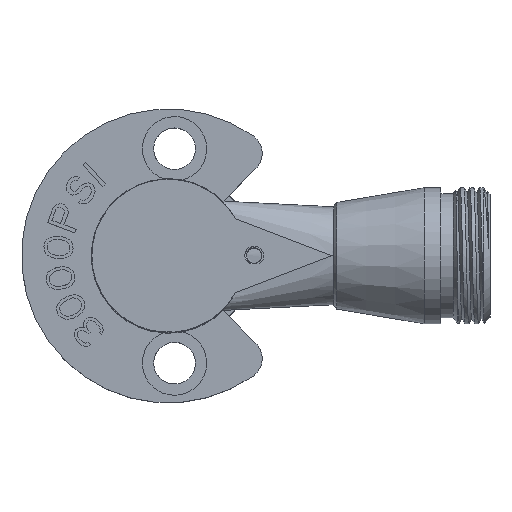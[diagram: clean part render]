
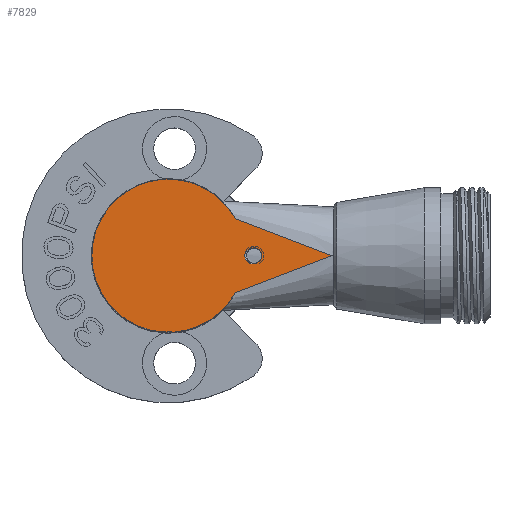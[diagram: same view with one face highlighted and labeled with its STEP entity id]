
A CAD part, top view. The second image highlights one B-rep face of the part: STEP entity #7829.
In plain terms, the highlighted planar face has unit normal (0, 0, 1).
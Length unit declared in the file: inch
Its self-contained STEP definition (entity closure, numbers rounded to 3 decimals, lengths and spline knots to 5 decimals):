
#1=DIRECTION('',(-0.933,-0.359,0.));
#2=VECTOR('',#1,0.66151);
#3=CARTESIAN_POINT('',(1.04828,0.,1.0748));
#4=LINE('',#3,#2);
#5=DIRECTION('',(-0.933,0.359,0.));
#6=VECTOR('',#5,0.66151);
#7=CARTESIAN_POINT('',(1.04828,0.,1.0748));
#8=LINE('',#7,#6);
#9=CARTESIAN_POINT('',(0.5792,-0.04046,1.0748));
#10=CARTESIAN_POINT('',(0.57685,-0.0425,1.0748));
#11=CARTESIAN_POINT('',(0.57184,-0.04609,1.0748));
#12=CARTESIAN_POINT('',(0.56323,-0.05009,1.0748));
#13=CARTESIAN_POINT('',(0.55392,-0.05244,1.0748));
#14=CARTESIAN_POINT('',(0.54418,-0.05306,1.0748));
#15=CARTESIAN_POINT('',(0.53436,-0.05185,1.0748));
#16=CARTESIAN_POINT('',(0.52481,-0.04883,1.0748));
#17=CARTESIAN_POINT('',(0.51584,-0.04406,1.0748));
#18=CARTESIAN_POINT('',(0.50777,-0.03765,1.0748));
#19=CARTESIAN_POINT('',(0.50091,-0.02979,1.0748));
#20=CARTESIAN_POINT('',(0.4955,-0.02072,1.0748));
#21=CARTESIAN_POINT('',(0.49176,-0.01069,1.0748));
#22=CARTESIAN_POINT('',(0.49048,-0.00364,1.0748));
#23=CARTESIAN_POINT('',(0.49016,0.,
1.0748));
#25=CARTESIAN_POINT('',(0.49016,0.,
1.0748));
#26=CARTESIAN_POINT('',(0.49048,0.00364,1.0748));
#27=CARTESIAN_POINT('',(0.49176,0.01069,1.0748));
#28=CARTESIAN_POINT('',(0.49551,0.02073,1.0748));
#29=CARTESIAN_POINT('',(0.50091,0.0298,1.0748));
#30=CARTESIAN_POINT('',(0.50779,0.03766,1.0748));
#31=CARTESIAN_POINT('',(0.51586,0.04407,1.0748));
#32=CARTESIAN_POINT('',(0.52483,0.04884,1.0748));
#33=CARTESIAN_POINT('',(0.53439,0.05185,1.0748));
#34=CARTESIAN_POINT('',(0.54421,0.05306,1.0748));
#35=CARTESIAN_POINT('',(0.55394,0.05244,1.0748));
#36=CARTESIAN_POINT('',(0.56325,0.05008,1.0748));
#37=CARTESIAN_POINT('',(0.57185,0.04608,1.0748));
#38=CARTESIAN_POINT('',(0.57686,0.04249,1.0748));
#39=CARTESIAN_POINT('',(0.5792,0.04046,1.0748));
#1964=CARTESIAN_POINT('',(0.,0.,1.0748));
#1965=DIRECTION('',(0.,0.,1.));
#1966=DIRECTION('',(0.876,0.483,0.));
#1967=AXIS2_PLACEMENT_3D('',#1964,#1965,#1966);
#1982=CARTESIAN_POINT('',(0.,0.,1.0748));
#1983=DIRECTION('',(0.,0.,1.));
#1984=DIRECTION('',(-1.,0.,0.));
#1985=AXIS2_PLACEMENT_3D('',#1982,#1983,#1984);
#5977=CARTESIAN_POINT('',(0.55118,0.,1.0748));
#5978=DIRECTION('',(0.,0.,-1.));
#5979=DIRECTION('',(0.569,0.822,0.));
#5980=AXIS2_PLACEMENT_3D('',#5977,#5978,#5979);
#6257=CARTESIAN_POINT('',(1.04828,0.,1.0748));
#6258=CARTESIAN_POINT('',(0.43094,-0.23765,
1.0748));
#6259=VERTEX_POINT('',#6257);
#6260=VERTEX_POINT('',#6258);
#6261=CARTESIAN_POINT('',(0.43094,0.23765,
1.0748));
#6262=VERTEX_POINT('',#6261);
#6273=CARTESIAN_POINT('',(-0.49213,0.,1.0748));
#6274=VERTEX_POINT('',#6273);
#6275=VERTEX_POINT('',#9);
#6276=VERTEX_POINT('',#23);
#6277=VERTEX_POINT('',#39);
#7806=CARTESIAN_POINT('',(0.,0.,1.0748));
#7807=DIRECTION('',(0.,0.,1.));
#7808=DIRECTION('',(1.,0.,0.));
#7809=AXIS2_PLACEMENT_3D('',#7806,#7807,#7808);
#7810=PLANE('',#7809);
#7812=ORIENTED_EDGE('',*,*,#7811,.T.);
#7814=ORIENTED_EDGE('',*,*,#7813,.F.);
#7816=ORIENTED_EDGE('',*,*,#7815,.F.);
#7818=ORIENTED_EDGE('',*,*,#7817,.F.);
#7819=EDGE_LOOP('',(#7812,#7814,#7816,#7818));
#7820=FACE_OUTER_BOUND('',#7819,.F.);
#7822=ORIENTED_EDGE('',*,*,#7821,.F.);
#7824=ORIENTED_EDGE('',*,*,#7823,.F.);
#7826=ORIENTED_EDGE('',*,*,#7825,.F.);
#7827=EDGE_LOOP('',(#7822,#7824,#7826));
#7828=FACE_BOUND('',#7827,.F.);
#7829=ADVANCED_FACE('',(#7820,#7828),#7810,.T.);
#24=B_SPLINE_CURVE_WITH_KNOTS('',3,(#9,#10,#11,#12,#13,#14,#15,#16,#17,#18,#19,
#20,#21,#22,#23),.UNSPECIFIED.,.F.,.F.,(4,1,1,1,1,1,1,1,1,1,1,1,4),(0.,
0.08333,0.16667,0.25,0.33333,0.41667,
0.5,0.58333,0.66667,0.75,0.83333,
0.91667,1.),.UNSPECIFIED.);
#40=B_SPLINE_CURVE_WITH_KNOTS('',3,(#25,#26,#27,#28,#29,#30,#31,#32,#33,#34,#35,
#36,#37,#38,#39),.UNSPECIFIED.,.F.,.F.,(4,1,1,1,1,1,1,1,1,1,1,1,4),(0.,
0.08333,0.16667,0.25,0.33333,0.41667,
0.5,0.58333,0.66667,0.75,0.83333,
0.91667,1.),.UNSPECIFIED.);
#1968=CIRCLE('',#1967,0.49213);
#1986=CIRCLE('',#1985,0.49213);
#5981=CIRCLE('',#5980,0.04921);
#7811=EDGE_CURVE('',#6259,#6260,#4,.T.);
#7813=EDGE_CURVE('',#6274,#6260,#1986,.T.);
#7815=EDGE_CURVE('',#6262,#6274,#1968,.T.);
#7817=EDGE_CURVE('',#6259,#6262,#8,.T.);
#7821=EDGE_CURVE('',#6275,#6276,#24,.T.);
#7823=EDGE_CURVE('',#6277,#6275,#5981,.T.);
#7825=EDGE_CURVE('',#6276,#6277,#40,.T.);
